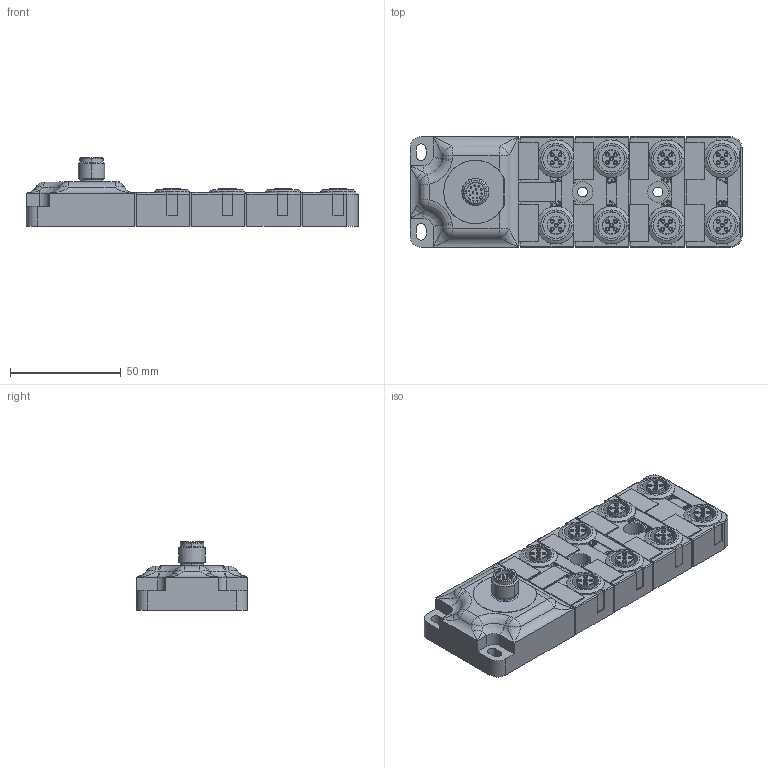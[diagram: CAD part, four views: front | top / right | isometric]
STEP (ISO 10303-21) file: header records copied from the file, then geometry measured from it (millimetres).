
FILE_DESCRIPTION((''),'2;1');
FILE_NAME('DM_CAD-3192','2017-09-15T',('creinig-se'),(''),'PRO/ENGINEER BY PARAMETRIC TECHNOLOGY CORPORATION, 2015440','PRO/ENGINEER BY PARAMETRIC TECHNOLOGY CORPORATION, 2015440','');
FILE_SCHEMA(('CONFIG_CONTROL_DESIGN'));
Length unit declared in the file: millimetre
Products named in the file (1): DM_CAD-3192
Bounding box: 150 x 50 x 31 mm (x, y, z)
Volume: 115535.2 mm3; surface area: 29045.2 mm2
Topology: 2 solids, 3 shells, 706 faces, 1842 edges, 1188 vertices
Faces by surface type: plane 321, cylinder 148, cone 126, extrusion 67, sphere 30, bspline 10, torus 4
Entity records: 30774 total; most frequent: CARTESIAN_POINT 5174, ORIENTED_EDGE 3612, DIRECTION 3514, PRESENTATION_STYLE_ASSIGNMENT 2041, STYLED_ITEM 1809, CURVE_STYLE 1807, EDGE_CURVE 1806, AXIS2_PLACEMENT_3D 1219
